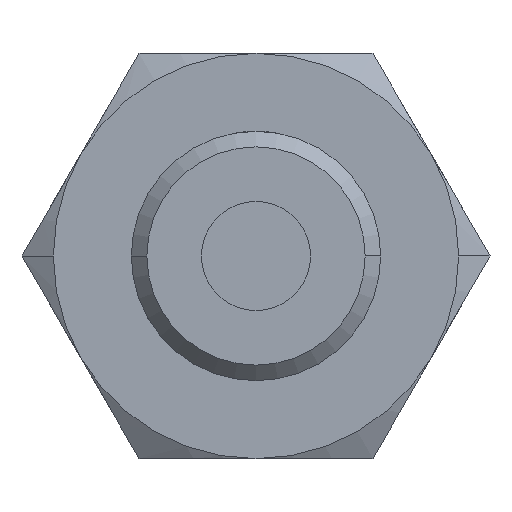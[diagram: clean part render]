
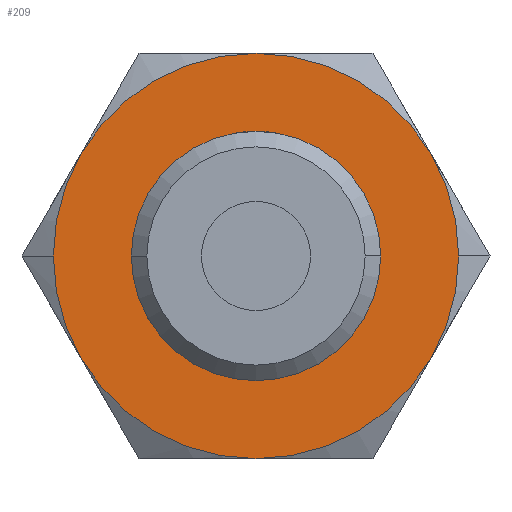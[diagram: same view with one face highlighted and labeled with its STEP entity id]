
A CAD part, front view. The second image highlights one B-rep face of the part: STEP entity #209.
In plain terms, the highlighted planar face has unit normal (0, -1, 0).
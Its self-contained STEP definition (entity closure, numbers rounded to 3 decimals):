
#209=ADVANCED_FACE('',(#326,#327),#328,.T.);
#326=FACE_OUTER_BOUND('',#482,.T.);
#327=FACE_BOUND('',#483,.T.);
#328=PLANE('',#484);
#482=EDGE_LOOP('',(#811,#812,#813,#814,#815,#816,#817,#818));
#483=EDGE_LOOP('',(#819,#820));
#484=AXIS2_PLACEMENT_3D('',#821,#822,#823);
#811=ORIENTED_EDGE('',*,*,#1161,.F.);
#812=ORIENTED_EDGE('',*,*,#1147,.F.);
#813=ORIENTED_EDGE('',*,*,#1150,.F.);
#814=ORIENTED_EDGE('',*,*,#1152,.F.);
#815=ORIENTED_EDGE('',*,*,#1145,.F.);
#816=ORIENTED_EDGE('',*,*,#1156,.F.);
#817=ORIENTED_EDGE('',*,*,#1159,.F.);
#818=ORIENTED_EDGE('',*,*,#1141,.F.);
#819=ORIENTED_EDGE('',*,*,#1181,.T.);
#820=ORIENTED_EDGE('',*,*,#1125,.T.);
#821=CARTESIAN_POINT('',(5.25,-8.0,0.0));
#822=DIRECTION('',(0.0,-1.0,0.0));
#823=DIRECTION('',(-1.0,0.0,0.0));
#1125=EDGE_CURVE('',#1300,#1297,#1301,.T.);
#1141=EDGE_CURVE('',#1327,#1330,#1331,.T.);
#1145=EDGE_CURVE('',#1336,#1334,#1338,.T.);
#1147=EDGE_CURVE('',#1340,#1342,#1343,.T.);
#1150=EDGE_CURVE('',#1346,#1340,#1348,.T.);
#1152=EDGE_CURVE('',#1334,#1346,#1350,.T.);
#1156=EDGE_CURVE('',#1354,#1336,#1356,.T.);
#1159=EDGE_CURVE('',#1330,#1354,#1360,.T.);
#1161=EDGE_CURVE('',#1342,#1327,#1362,.T.);
#1181=EDGE_CURVE('',#1297,#1300,#1390,.T.);
#1297=VERTEX_POINT('',#1586);
#1300=VERTEX_POINT('',#1590);
#1301=CIRCLE('',#1591,4.0);
#1327=VERTEX_POINT('',#1646);
#1330=VERTEX_POINT('',#1650);
#1331=CIRCLE('',#1651,6.5);
#1334=VERTEX_POINT('',#1665);
#1336=VERTEX_POINT('',#1668);
#1338=CIRCLE('',#1681,6.5);
#1340=VERTEX_POINT('',#1683);
#1342=VERTEX_POINT('',#1696);
#1343=CIRCLE('',#1697,6.5);
#1346=VERTEX_POINT('',#1711);
#1348=CIRCLE('',#1724,6.5);
#1350=CIRCLE('',#1737,6.5);
#1354=VERTEX_POINT('',#1763);
#1356=CIRCLE('',#1776,6.5);
#1360=CIRCLE('',#1802,6.5);
#1362=CIRCLE('',#1815,6.5);
#1390=CIRCLE('',#1953,4.0);
#1586=CARTESIAN_POINT('',(4.0,-8.0,0.0));
#1590=CARTESIAN_POINT('',(-4.0,-8.0,0.));
#1591=AXIS2_PLACEMENT_3D('',#2405,#2406,#2407);
#1646=CARTESIAN_POINT('',(6.5,-8.0,0.));
#1650=CARTESIAN_POINT('',(5.629,-8.0,-3.25));
#1651=AXIS2_PLACEMENT_3D('',#2431,#2432,#2433);
#1665=CARTESIAN_POINT('',(-6.5,-8.0,0.));
#1668=CARTESIAN_POINT('',(-5.629,-8.0,-3.25));
#1681=AXIS2_PLACEMENT_3D('',#2435,#2436,#2437);
#1683=CARTESIAN_POINT('',(0.,-8.0,6.5));
#1696=CARTESIAN_POINT('',(5.629,-8.0,3.25));
#1697=AXIS2_PLACEMENT_3D('',#2438,#2439,#2440);
#1711=CARTESIAN_POINT('',(-5.629,-8.0,3.25));
#1724=AXIS2_PLACEMENT_3D('',#2441,#2442,#2443);
#1737=AXIS2_PLACEMENT_3D('',#2444,#2445,#2446);
#1763=CARTESIAN_POINT('',(0.0,-8.0,-6.5));
#1776=AXIS2_PLACEMENT_3D('',#2447,#2448,#2449);
#1802=AXIS2_PLACEMENT_3D('',#2450,#2451,#2452);
#1815=AXIS2_PLACEMENT_3D('',#2453,#2454,#2455);
#1953=AXIS2_PLACEMENT_3D('',#2483,#2484,#2485);
#2405=CARTESIAN_POINT('',(0.0,-8.0,0.0));
#2406=DIRECTION('',(0.0,1.0,0.0));
#2407=DIRECTION('',(1.0,0.0,0.0));
#2431=CARTESIAN_POINT('',(0.0,-8.0,0.0));
#2432=DIRECTION('',(0.0,1.0,0.0));
#2433=DIRECTION('',(1.0,0.0,0.0));
#2435=CARTESIAN_POINT('',(0.0,-8.0,0.0));
#2436=DIRECTION('',(0.0,1.0,0.0));
#2437=DIRECTION('',(1.0,0.0,0.0));
#2438=CARTESIAN_POINT('',(0.0,-8.0,0.0));
#2439=DIRECTION('',(0.0,1.0,0.0));
#2440=DIRECTION('',(1.0,0.0,0.0));
#2441=CARTESIAN_POINT('',(0.0,-8.0,0.0));
#2442=DIRECTION('',(0.0,1.0,0.0));
#2443=DIRECTION('',(1.0,0.0,0.0));
#2444=CARTESIAN_POINT('',(0.0,-8.0,0.0));
#2445=DIRECTION('',(0.0,1.0,0.0));
#2446=DIRECTION('',(1.0,0.0,0.0));
#2447=CARTESIAN_POINT('',(0.0,-8.0,0.0));
#2448=DIRECTION('',(0.0,1.0,0.0));
#2449=DIRECTION('',(1.0,0.0,0.0));
#2450=CARTESIAN_POINT('',(0.0,-8.0,0.0));
#2451=DIRECTION('',(0.0,1.0,0.0));
#2452=DIRECTION('',(1.0,0.0,0.0));
#2453=CARTESIAN_POINT('',(0.0,-8.0,0.0));
#2454=DIRECTION('',(0.0,1.0,0.0));
#2455=DIRECTION('',(1.0,0.0,0.0));
#2483=CARTESIAN_POINT('',(0.0,-8.0,0.0));
#2484=DIRECTION('',(0.0,1.0,0.0));
#2485=DIRECTION('',(1.0,0.0,0.0));
